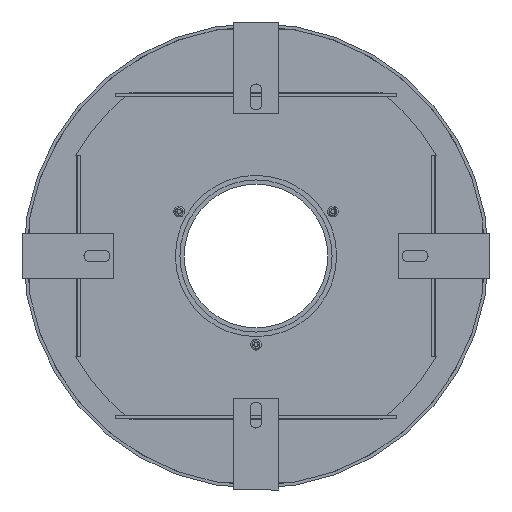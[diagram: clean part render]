
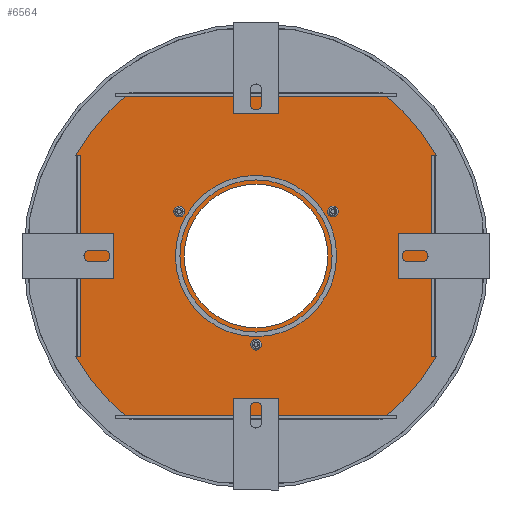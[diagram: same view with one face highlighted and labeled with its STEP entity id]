
A CAD part, front view. The second image highlights one B-rep face of the part: STEP entity #6564.
In plain terms, the highlighted face is planar.
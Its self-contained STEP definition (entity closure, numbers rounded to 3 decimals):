
#386 = FACE_OUTER_BOUND ( 'NONE', #5404, .T. ) ;
#431 = CARTESIAN_POINT ( 'NONE',  ( 0., 0., 0. ) ) ;
#490 = CARTESIAN_POINT ( 'NONE',  ( 0., 0., 0. ) ) ;
#1102 = FACE_BOUND ( 'NONE', #1213, .T. ) ;
#1213 = EDGE_LOOP ( 'NONE', ( #8768, #6988 ) ) ;
#1312 = CIRCLE ( 'NONE', #7222, 47. ) ;
#1536 = DIRECTION ( 'NONE',  ( 1., 0., 0. ) ) ;
#1987 = AXIS2_PLACEMENT_3D ( 'NONE', #6637, #9056, #9706 ) ;
#3052 = ORIENTED_EDGE ( 'NONE', *, *, #5296, .F. ) ;
#3083 = CIRCLE ( 'NONE', #7511, 47. ) ;
#3088 = VERTEX_POINT ( 'NONE', #5967 ) ;
#3304 = ORIENTED_EDGE ( 'NONE', *, *, #6361, .F. ) ;
#3553 = DIRECTION ( 'NONE',  ( 0., 0., -1. ) ) ;
#3930 = AXIS2_PLACEMENT_3D ( 'NONE', #490, #5329, #1536 ) ;
#4097 = CIRCLE ( 'NONE', #9818, 147.7 ) ;
#4766 = DIRECTION ( 'NONE',  ( -1., 0., 0. ) ) ;
#4862 = CARTESIAN_POINT ( 'NONE',  ( 0., 0., 0. ) ) ;
#5075 = PLANE ( 'NONE',  #1987 ) ;
#5296 = EDGE_CURVE ( 'NONE', #9727, #3088, #8328, .T. ) ;
#5329 = DIRECTION ( 'NONE',  ( 0., 0., 1. ) ) ;
#5404 = EDGE_LOOP ( 'NONE', ( #3052, #3304 ) ) ;
#5912 = DIRECTION ( 'NONE',  ( -1., 0., 0. ) ) ;
#5967 = CARTESIAN_POINT ( 'NONE',  ( 147.7, 0., 0. ) ) ;
#6127 = EDGE_CURVE ( 'NONE', #9301, #9561, #1312, .T. ) ;
#6266 = DIRECTION ( 'NONE',  ( 0., 0., -1. ) ) ;
#6361 = EDGE_CURVE ( 'NONE', #3088, #9727, #4097, .T. ) ;
#6438 = DIRECTION ( 'NONE',  ( 1., 0., 0. ) ) ;
#6482 = CARTESIAN_POINT ( 'NONE',  ( 0., 0., 0. ) ) ;
#6564 = ADVANCED_FACE ( 'NONE', ( #1102, #386 ), #5075, .F. ) ;
#6637 = CARTESIAN_POINT ( 'NONE',  ( 0., 0., 0. ) ) ;
#6988 = ORIENTED_EDGE ( 'NONE', *, *, #6127, .F. ) ;
#7117 = CARTESIAN_POINT ( 'NONE',  ( -147.7, 0., 0. ) ) ;
#7222 = AXIS2_PLACEMENT_3D ( 'NONE', #431, #3553, #5912 ) ;
#7511 = AXIS2_PLACEMENT_3D ( 'NONE', #4862, #6266, #4766 ) ;
#7572 = EDGE_CURVE ( 'NONE', #9561, #9301, #3083, .T. ) ;
#8328 = CIRCLE ( 'NONE', #3930, 147.7 ) ;
#8768 = ORIENTED_EDGE ( 'NONE', *, *, #7572, .F. ) ;
#8915 = CARTESIAN_POINT ( 'NONE',  ( -47., 0., 0. ) ) ;
#9056 = DIRECTION ( 'NONE',  ( 0., 0., 1. ) ) ;
#9301 = VERTEX_POINT ( 'NONE', #9992 ) ;
#9384 = DIRECTION ( 'NONE',  ( 0., 0., 1. ) ) ;
#9561 = VERTEX_POINT ( 'NONE', #8915 ) ;
#9706 = DIRECTION ( 'NONE',  ( 1., 0., 0. ) ) ;
#9727 = VERTEX_POINT ( 'NONE', #7117 ) ;
#9818 = AXIS2_PLACEMENT_3D ( 'NONE', #6482, #9384, #6438 ) ;
#9992 = CARTESIAN_POINT ( 'NONE',  ( 47., 0., 0. ) ) ;
